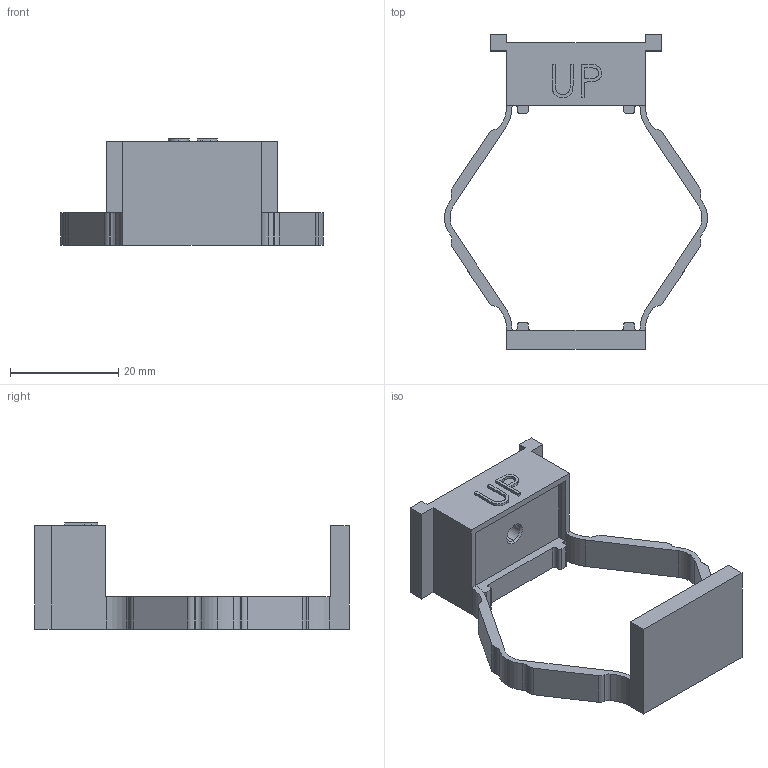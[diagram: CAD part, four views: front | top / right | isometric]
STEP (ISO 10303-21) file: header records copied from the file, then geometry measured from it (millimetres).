
FILE_DESCRIPTION (( 'STEP AP214' ), '1' );
FILE_NAME ('Clamp-UG205(204)_D100129(1mm Gelenke 2Stk.)_C.step', '2021-11-03T07:41:33', ( '' ), ( '' ), 'SwSTEP 2.0', 'SolidWorks 2021', '' );
FILE_SCHEMA (( 'AUTOMOTIVE_DESIGN' ));
Length unit declared in the file: millimetre
Products named in the file (1): Clamp-UG205(204)_D100129(1mm Gelenke 2Stk.)_C
Bounding box: 48.47 x 58 x 19.6 mm (x, y, z)
Volume: 7657.9 mm3; surface area: 5490 mm2
Topology: 1 solids, 1 shells, 163 faces, 465 edges, 306 vertices
Faces by surface type: plane 92, cylinder 54, bspline 13, cone 4
Entity records: 6039 total; most frequent: CARTESIAN_POINT 1724, ORIENTED_EDGE 930, DIRECTION 857, EDGE_CURVE 465, VECTOR 323, LINE 323, VERTEX_POINT 306, AXIS2_PLACEMENT_3D 267
